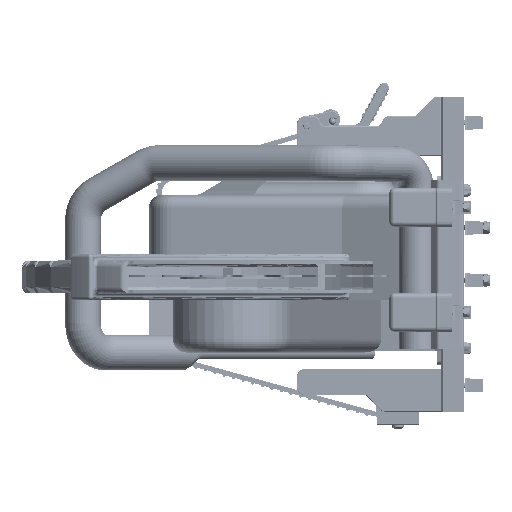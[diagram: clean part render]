
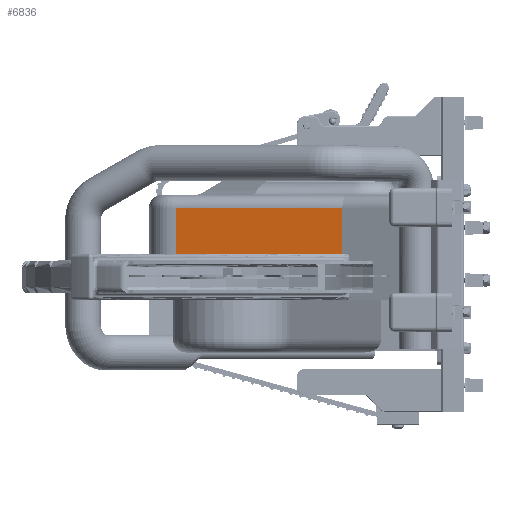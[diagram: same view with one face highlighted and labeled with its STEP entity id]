
A CAD part, left-side view. The second image highlights one B-rep face of the part: STEP entity #6836.
In plain terms, the highlighted face is planar.
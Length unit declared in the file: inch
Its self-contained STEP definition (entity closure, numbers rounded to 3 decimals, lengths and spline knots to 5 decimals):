
#2010 = VERTEX_POINT ( 'NONE', #61768 ) ;
#6836 = ADVANCED_FACE ( 'NONE', ( #100837 ), #56221, .F. ) ;
#8636 = CARTESIAN_POINT ( 'NONE',  ( 7.93476, -4.45548, -0.875 ) ) ;
#11164 = EDGE_CURVE ( 'NONE', #2010, #70626, #106958, .T. ) ;
#13913 = CARTESIAN_POINT ( 'NONE',  ( 7.93476, -4.45548, 3.125 ) ) ;
#16181 = DIRECTION ( 'NONE',  ( 0.215, 0.977, 0. ) ) ;
#19527 = ORIENTED_EDGE ( 'NONE', *, *, #72901, .F. ) ;
#21590 = CARTESIAN_POINT ( 'NONE',  ( 7.93476, -4.45548, 3.125 ) ) ;
#23288 = CARTESIAN_POINT ( 'NONE',  ( 7.93476, -4.45548, -0.875 ) ) ;
#28934 = VECTOR ( 'NONE', #32025, 39.37008 ) ;
#30714 = ORIENTED_EDGE ( 'NONE', *, *, #95545, .T. ) ;
#31665 = LINE ( 'NONE', #23288, #28934 ) ;
#32025 = DIRECTION ( 'NONE',  ( -0.215, -0.977, 0. ) ) ;
#32212 = VERTEX_POINT ( 'NONE', #74349 ) ;
#37315 = VECTOR ( 'NONE', #16181, 39.37008 ) ;
#39077 = DIRECTION ( 'NONE',  ( 0.977, -0.215, 0. ) ) ;
#45190 = EDGE_CURVE ( 'NONE', #32212, #70626, #90502, .T. ) ;
#50115 = AXIS2_PLACEMENT_3D ( 'NONE', #21590, #39077, #100126 ) ;
#50332 = VECTOR ( 'NONE', #83739, 39.37008 ) ;
#53036 = LINE ( 'NONE', #13913, #50332 ) ;
#56221 = PLANE ( 'NONE',  #50115 ) ;
#61768 = CARTESIAN_POINT ( 'NONE',  ( 7.93476, -4.45548, 2.625 ) ) ;
#62197 = LINE ( 'NONE', #112690, #80037 ) ;
#67191 = VECTOR ( 'NONE', #111560, 39.37008 ) ;
#67345 = VERTEX_POINT ( 'NONE', #8636 ) ;
#68322 = CARTESIAN_POINT ( 'NONE',  ( 7.93476, -4.45548, 2.625 ) ) ;
#70626 = VERTEX_POINT ( 'NONE', #73257 ) ;
#71692 = EDGE_LOOP ( 'NONE', ( #109198, #102798, #30714, #19527, #109340 ) ) ;
#72901 = EDGE_CURVE ( 'NONE', #2010, #67345, #53036, .T. ) ;
#73257 = CARTESIAN_POINT ( 'NONE',  ( 9.32522, 1.86116, 2.625 ) ) ;
#74349 = CARTESIAN_POINT ( 'NONE',  ( 9.32522, 1.86116, -0.875 ) ) ;
#80037 = VECTOR ( 'NONE', #95559, 39.37008 ) ;
#83739 = DIRECTION ( 'NONE',  ( 0., 0., -1. ) ) ;
#90502 = LINE ( 'NONE', #103166, #67191 ) ;
#95545 = EDGE_CURVE ( 'NONE', #103420, #67345, #62197, .T. ) ;
#95559 = DIRECTION ( 'NONE',  ( -0.215, -0.977, 0. ) ) ;
#100126 = DIRECTION ( 'NONE',  ( 0.215, 0.977, 0. ) ) ;
#100837 = FACE_OUTER_BOUND ( 'NONE', #71692, .T. ) ;
#102798 = ORIENTED_EDGE ( 'NONE', *, *, #106235, .T. ) ;
#103166 = CARTESIAN_POINT ( 'NONE',  ( 9.32522, 1.86116, 3.125 ) ) ;
#103420 = VERTEX_POINT ( 'NONE', #110053 ) ;
#106235 = EDGE_CURVE ( 'NONE', #32212, #103420, #31665, .T. ) ;
#106958 = LINE ( 'NONE', #68322, #37315 ) ;
#109198 = ORIENTED_EDGE ( 'NONE', *, *, #45190, .F. ) ;
#109340 = ORIENTED_EDGE ( 'NONE', *, *, #11164, .T. ) ;
#110053 = CARTESIAN_POINT ( 'NONE',  ( 8.90325, -0.05575, -0.875 ) ) ;
#111560 = DIRECTION ( 'NONE',  ( 0., 0., 1. ) ) ;
#112690 = CARTESIAN_POINT ( 'NONE',  ( 7.93476, -4.45548, -0.875 ) ) ;
